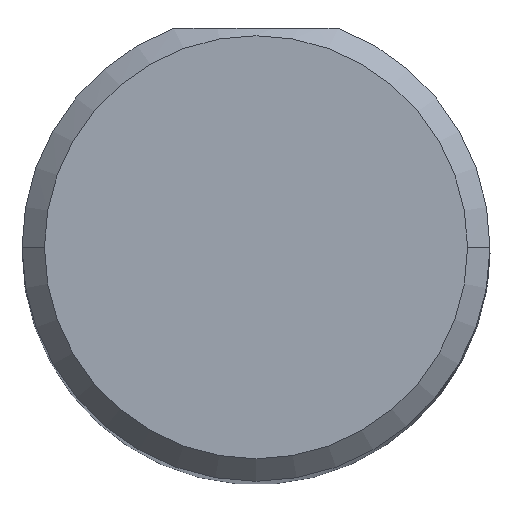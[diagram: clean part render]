
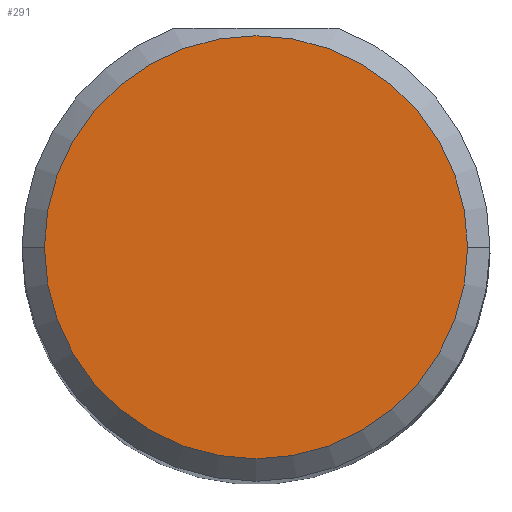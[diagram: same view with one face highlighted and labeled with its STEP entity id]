
A CAD part, top view. The second image highlights one B-rep face of the part: STEP entity #291.
In plain terms, the highlighted planar face has unit normal (0, 0, 1).
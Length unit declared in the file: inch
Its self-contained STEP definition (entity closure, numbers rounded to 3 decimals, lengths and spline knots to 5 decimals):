
#25 = AXIS2_PLACEMENT_3D ( 'NONE', #218, #378, #341 ) ;
#52 = DIRECTION ( 'NONE',  ( 0., 0., 1. ) ) ;
#55 = CARTESIAN_POINT ( 'NONE',  ( 0., 0., 2.5 ) ) ;
#92 = CARTESIAN_POINT ( 'NONE',  ( 0., 0., 2.5 ) ) ;
#96 = DIRECTION ( 'NONE',  ( 1., 0., 0. ) ) ;
#113 = VERTEX_POINT ( 'NONE', #307 ) ;
#118 = AXIS2_PLACEMENT_3D ( 'NONE', #55, #343, #96 ) ;
#154 = EDGE_LOOP ( 'NONE', ( #505, #350 ) ) ;
#155 = CARTESIAN_POINT ( 'NONE',  ( -0.14125, 0., 2.5 ) ) ;
#170 = FACE_OUTER_BOUND ( 'NONE', #154, .T. ) ;
#207 = DIRECTION ( 'NONE',  ( 1., 0., 0. ) ) ;
#218 = CARTESIAN_POINT ( 'NONE',  ( 0., 0., 2.5 ) ) ;
#219 = EDGE_CURVE ( 'NONE', #113, #241, #249, .T. ) ;
#241 = VERTEX_POINT ( 'NONE', #155 ) ;
#249 = CIRCLE ( 'NONE', #25, 0.14125 ) ;
#261 = PLANE ( 'NONE',  #118 ) ;
#291 = ADVANCED_FACE ( 'NONE', ( #170 ), #261, .T. ) ;
#307 = CARTESIAN_POINT ( 'NONE',  ( 0.14125, 0., 2.5 ) ) ;
#341 = DIRECTION ( 'NONE',  ( 1., 0., 0. ) ) ;
#343 = DIRECTION ( 'NONE',  ( 0., 0., 1. ) ) ;
#349 = CIRCLE ( 'NONE', #374, 0.14125 ) ;
#350 = ORIENTED_EDGE ( 'NONE', *, *, #219, .T. ) ;
#374 = AXIS2_PLACEMENT_3D ( 'NONE', #92, #52, #207 ) ;
#378 = DIRECTION ( 'NONE',  ( 0., 0., 1. ) ) ;
#505 = ORIENTED_EDGE ( 'NONE', *, *, #523, .T. ) ;
#523 = EDGE_CURVE ( 'NONE', #241, #113, #349, .T. ) ;
